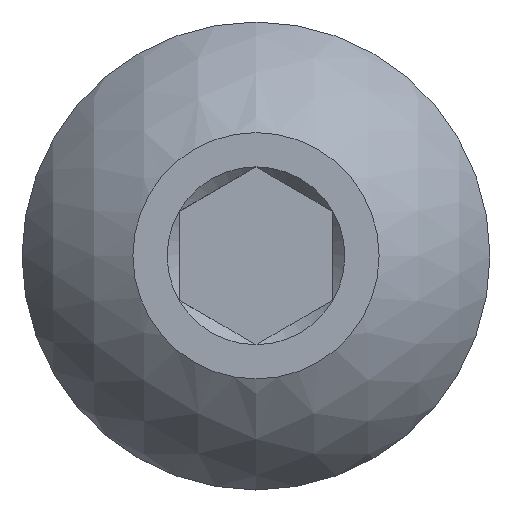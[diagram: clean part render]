
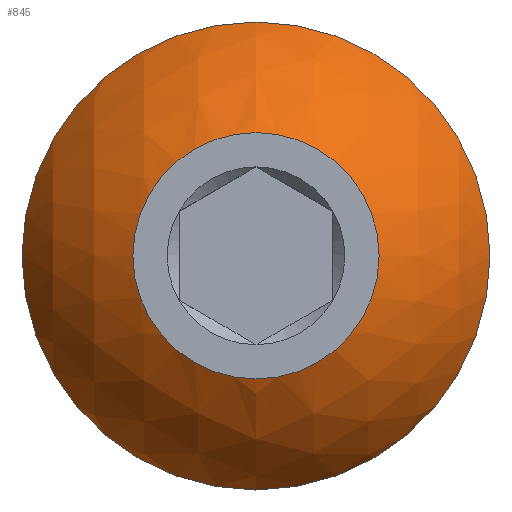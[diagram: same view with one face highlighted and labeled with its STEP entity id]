
A CAD part, top view. The second image highlights one B-rep face of the part: STEP entity #845.
In plain terms, the highlighted spherical face has radius 4.229 mm.
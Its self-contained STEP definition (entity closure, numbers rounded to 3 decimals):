
#33=FACE_BOUND('',#153,.T.);
#36=SPHERICAL_SURFACE('',#920,4.229);
#100=FACE_OUTER_BOUND('',#152,.T.);
#152=EDGE_LOOP('',(#683));
#153=EDGE_LOOP('',(#684));
#245=CIRCLE('',#918,3.8);
#247=CIRCLE('',#921,2.);
#404=VERTEX_POINT('',#3348);
#406=VERTEX_POINT('',#3354);
#519=EDGE_CURVE('',#404,#404,#245,.T.);
#522=EDGE_CURVE('',#406,#406,#247,.T.);
#683=ORIENTED_EDGE('',*,*,#519,.T.);
#684=ORIENTED_EDGE('',*,*,#522,.F.);
#845=ADVANCED_FACE('',(#100,#33),#36,.T.);
#918=AXIS2_PLACEMENT_3D('',#3349,#1055,#1056);
#920=AXIS2_PLACEMENT_3D('',#3353,#1060,#1061);
#921=AXIS2_PLACEMENT_3D('',#3355,#1062,#1063);
#1055=DIRECTION('center_axis',(0.,0.,1.));
#1056=DIRECTION('ref_axis',(0.,-1.,0.));
#1060=DIRECTION('center_axis',(1.,0.,0.));
#1061=DIRECTION('ref_axis',(0.,-1.,0.));
#1062=DIRECTION('center_axis',(0.,0.,1.));
#1063=DIRECTION('ref_axis',(0.,-1.,0.));
#3348=CARTESIAN_POINT('',(0.,3.8,5.33));
#3349=CARTESIAN_POINT('Origin',(0.,0.,5.33));
#3353=CARTESIAN_POINT('Origin',(0.,0.,
3.474));
#3354=CARTESIAN_POINT('',(0.,-2.,7.2));
#3355=CARTESIAN_POINT('Origin',(0.,0.,7.2));
